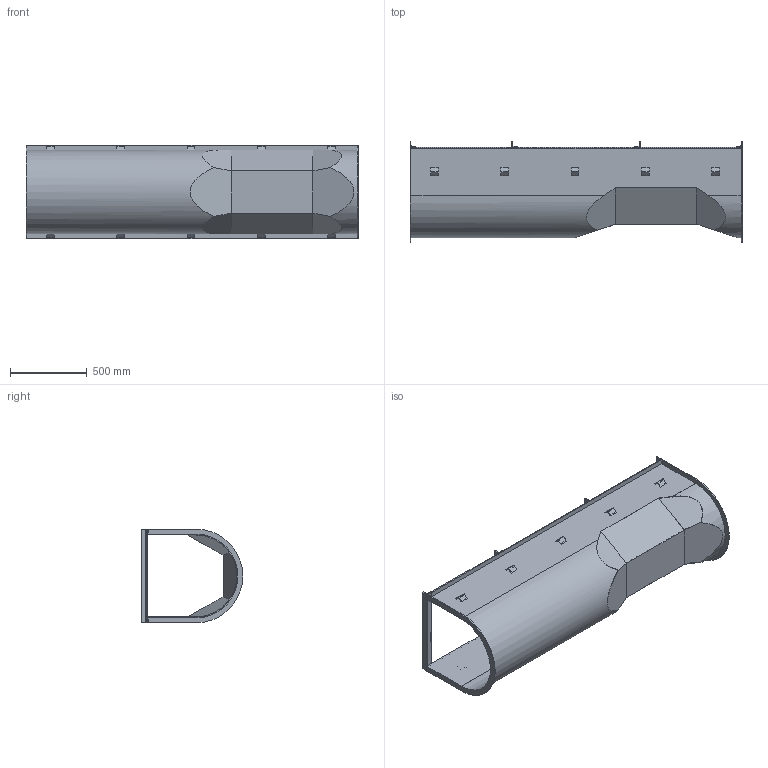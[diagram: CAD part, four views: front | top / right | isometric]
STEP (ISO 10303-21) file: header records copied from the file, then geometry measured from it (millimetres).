
FILE_DESCRIPTION (( 'STEP AP214' ), '1' );
FILE_NAME ('21in Palmer Bowlus Assem1 no options.STEP', '2020-09-22T17:29:09', ( '' ), ( '' ), 'SwSTEP 2.0', 'SolidWorks 2020', '' );
FILE_SCHEMA (( 'AUTOMOTIVE_DESIGN' ));
Length unit declared in the file: inch
Products named in the file (6): 21in PB staff gauge; Spreader Bar #3_Default<As Machined>; 21in Palmer Bowlus Assem1 no options; Palmer bowlus flume with equations_21 inch Default<As Machined>; PB - Flume hold down clip_Default<As Machined>; Spreader Bar #4_Default<As Machined>
Assembly tree (14 placements, depth 2):
  21in Palmer Bowlus Assem1 no options
    Palmer bowlus flume with equations_21 inch Default<As Machined>
    21in PB staff gauge
    PB - Flume hold down clip_Default<As Machined>  x10
    Spreader Bar #3_Default<As Machined>
    Spreader Bar #4_Default<As Machined>
Bounding box: 2159 x 660.4 x 609.6 mm (x, y, z)
Volume: 22611406.9 mm3; surface area: 7272497.3 mm2
Topology: 16 solids, 16 shells, 186 faces, 454 edges, 300 vertices
Faces by surface type: plane 150, cylinder 36
Entity records: 3698 total; most frequent: CARTESIAN_POINT 543, DIRECTION 484, ORIENTED_EDGE 476, EDGE_CURVE 238, LINE 194, VECTOR 194, VERTEX_POINT 156, AXIS2_PLACEMENT_3D 145
